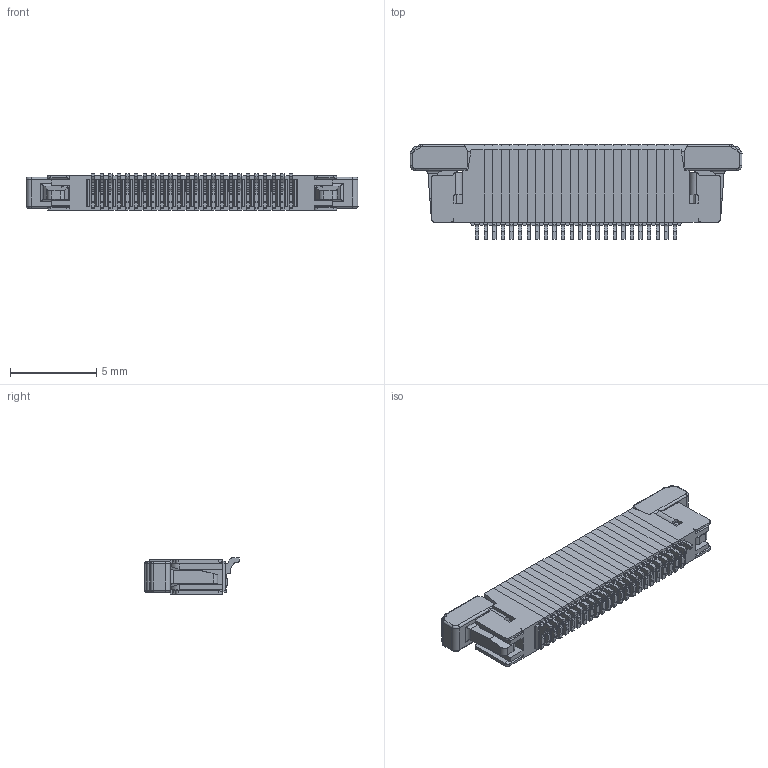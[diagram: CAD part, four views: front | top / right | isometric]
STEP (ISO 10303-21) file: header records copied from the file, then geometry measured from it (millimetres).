
FILE_DESCRIPTION((''),'2;1');
FILE_NAME('F32R_24PIN_ASM','2020-05-08T',('FSA12-PC'),(''),'CREO PARAMETRIC BY PTC INC, 2014500','CREO PARAMETRIC BY PTC INC, 2014500','');
FILE_SCHEMA(('AUTOMOTIVE_DESIGN { 1 0 10303 214 1 1 1 1 }'));
Length unit declared in the file: millimetre
Products named in the file (4): F32R_R; F32R_M; F32R_L; F32R_24PIN_ASM
Assembly tree (24 placements, depth 2):
  F32R_24PIN_ASM
    F32R_R
    F32R_M  x22
    F32R_L
Bounding box: 19.3 x 5.5 x 2.1 mm (x, y, z)
Volume: 124.4 mm3; surface area: 905 mm2
Topology: 24 solids, 24 shells, 2720 faces, 7869 edges, 5208 vertices
Faces by surface type: plane 1943, cylinder 745, torus 16, bspline 16
Entity records: 20309 total; most frequent: CARTESIAN_POINT 4227, ORIENTED_EDGE 3386, DIRECTION 3171, EDGE_CURVE 1693, VECTOR 1251, LINE 1251, VERTEX_POINT 1092, AXIS2_PLACEMENT_3D 960
